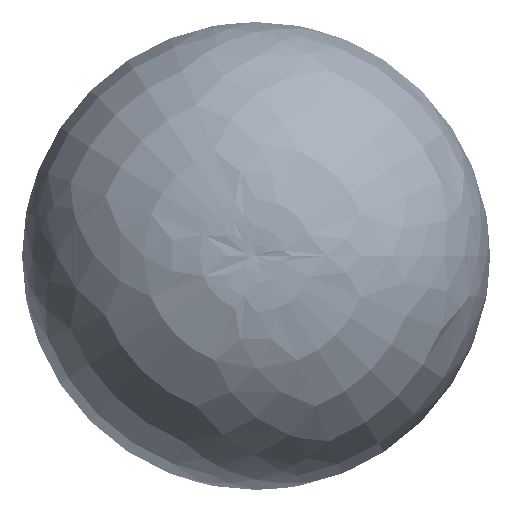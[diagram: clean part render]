
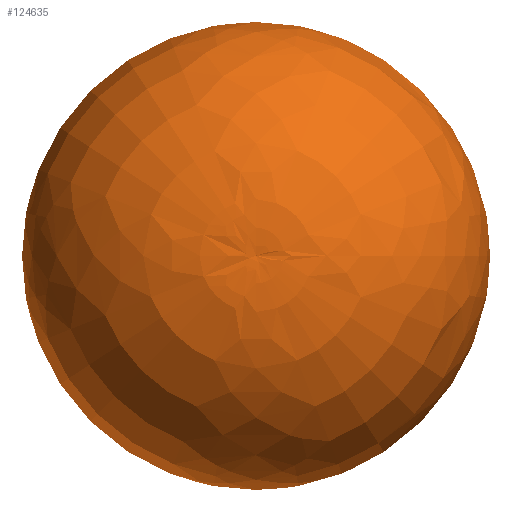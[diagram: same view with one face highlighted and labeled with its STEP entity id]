
A CAD part, top view. The second image highlights one B-rep face of the part: STEP entity #124635.
In plain terms, the highlighted free-form (B-spline) face has degree [2, 2] with [5, 9] control points.
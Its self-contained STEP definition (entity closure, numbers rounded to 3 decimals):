
#22033=(
BOUNDED_SURFACE()
B_SPLINE_SURFACE(2,2,((#372677,#372678,#372679,#372680,#372681,#372682,
#372683,#372684,#372685),(#372686,#372687,#372688,#372689,#372690,#372691,
#372692,#372693,#372694),(#372695,#372696,#372697,#372698,#372699,#372700,
#372701,#372702,#372703),(#372704,#372705,#372706,#372707,#372708,#372709,
#372710,#372711,#372712),(#372713,#372714,#372715,#372716,#372717,#372718,
#372719,#372720,#372721)),.UNSPECIFIED.,.F.,.T.,.F.)
B_SPLINE_SURFACE_WITH_KNOTS((3,2,3),(3,2,2,2,3),(-1.694,-0.585,
0.524),(-3.142,-1.571,0.,1.571,
3.142),.UNSPECIFIED.)
GEOMETRIC_REPRESENTATION_ITEM()
RATIONAL_B_SPLINE_SURFACE(((1.,0.707,1.,0.707,1.,
0.707,1.,0.707,1.),(0.85,0.601,
0.85,0.601,0.85,0.601,
0.85,0.601,0.85),(1.,0.707,
1.,0.707,1.,0.707,1.,0.707,1.),(0.85,
0.601,0.85,0.601,0.85,
0.601,0.85,0.601,0.85),
(1.,0.707,1.,0.707,1.,0.707,1.,0.707,
1.)))
REPRESENTATION_ITEM('')
SURFACE()
);
#32246=FACE_OUTER_BOUND('',#40032,.T.);
#40032=EDGE_LOOP('',(#110028,#110029,#110030));
#46252=CIRCLE('',#136445,1606.884);
#46256=CIRCLE('',#136449,1624.53);
#57342=VERTEX_POINT('',#372579);
#57345=VERTEX_POINT('',#372722);
#74904=EDGE_CURVE('',#57342,#57342,#46252,.T.);
#74908=EDGE_CURVE('',#57342,#57345,#46256,.T.);
#110028=ORIENTED_EDGE('',*,*,#74904,.F.);
#110029=ORIENTED_EDGE('',*,*,#74908,.T.);
#110030=ORIENTED_EDGE('',*,*,#74908,.F.);
#124635=ADVANCED_FACE('',(#32246),#22033,.F.);
#136445=AXIS2_PLACEMENT_3D('',#372581,#165677,#165678);
#136449=AXIS2_PLACEMENT_3D('',#372723,#165685,#165686);
#165677=DIRECTION('center_axis',(-1.,0.,0.));
#165678=DIRECTION('ref_axis',(0.,0.,1.));
#165685=DIRECTION('center_axis',(0.,-1.,0.));
#165686=DIRECTION('ref_axis',(0.,0.,
-1.));
#372579=CARTESIAN_POINT('',(-812.265,200.,-1606.884));
#372581=CARTESIAN_POINT('Origin',(-812.265,200.,0.));
#372677=CARTESIAN_POINT('Ctrl Pts',(1612.172,200.,0.));
#372678=CARTESIAN_POINT('Ctrl Pts',(1612.172,200.,0.));
#372679=CARTESIAN_POINT('Ctrl Pts',(1612.172,200.,0.));
#372680=CARTESIAN_POINT('Ctrl Pts',(1612.172,200.,0.));
#372681=CARTESIAN_POINT('Ctrl Pts',(1612.172,200.,0.));
#372682=CARTESIAN_POINT('Ctrl Pts',(1612.172,200.,0.));
#372683=CARTESIAN_POINT('Ctrl Pts',(1612.172,200.,0.));
#372684=CARTESIAN_POINT('Ctrl Pts',(1612.172,200.,0.));
#372685=CARTESIAN_POINT('Ctrl Pts',(1612.172,200.,0.));
#372686=CARTESIAN_POINT('Ctrl Pts',(1736.022,200.,-998.341));
#372687=CARTESIAN_POINT('Ctrl Pts',(1736.022,-798.341,
-998.341));
#372688=CARTESIAN_POINT('Ctrl Pts',(1736.022,-798.341,
0.));
#372689=CARTESIAN_POINT('Ctrl Pts',(1736.022,-798.341,
998.341));
#372690=CARTESIAN_POINT('Ctrl Pts',(1736.022,200.,998.341));
#372691=CARTESIAN_POINT('Ctrl Pts',(1736.022,1198.341,998.341));
#372692=CARTESIAN_POINT('Ctrl Pts',(1736.022,1198.341,0.));
#372693=CARTESIAN_POINT('Ctrl Pts',(1736.022,1198.341,-998.341));
#372694=CARTESIAN_POINT('Ctrl Pts',(1736.022,200.,-998.341));
#372695=CARTESIAN_POINT('Ctrl Pts',(897.487,200.,-1554.111));
#372696=CARTESIAN_POINT('Ctrl Pts',(897.487,-1354.111,
-1554.111));
#372697=CARTESIAN_POINT('Ctrl Pts',(897.487,-1354.111,
0.));
#372698=CARTESIAN_POINT('Ctrl Pts',(897.487,-1354.111,
1554.111));
#372699=CARTESIAN_POINT('Ctrl Pts',(897.487,200.,1554.111));
#372700=CARTESIAN_POINT('Ctrl Pts',(897.487,1754.111,1554.111));
#372701=CARTESIAN_POINT('Ctrl Pts',(897.487,1754.111,0.));
#372702=CARTESIAN_POINT('Ctrl Pts',(897.487,1754.111,-1554.111));
#372703=CARTESIAN_POINT('Ctrl Pts',(897.487,200.,-1554.111));
#372704=CARTESIAN_POINT('Ctrl Pts',(58.951,200.,-2109.881));
#372705=CARTESIAN_POINT('Ctrl Pts',(58.951,-1909.881,
-2109.881));
#372706=CARTESIAN_POINT('Ctrl Pts',(58.951,-1909.881,
0.));
#372707=CARTESIAN_POINT('Ctrl Pts',(58.951,-1909.881,
2109.881));
#372708=CARTESIAN_POINT('Ctrl Pts',(58.951,200.,2109.881));
#372709=CARTESIAN_POINT('Ctrl Pts',(58.951,2309.881,2109.881));
#372710=CARTESIAN_POINT('Ctrl Pts',(58.951,2309.881,0.));
#372711=CARTESIAN_POINT('Ctrl Pts',(58.951,2309.881,-2109.881));
#372712=CARTESIAN_POINT('Ctrl Pts',(58.951,200.,-2109.881));
#372713=CARTESIAN_POINT('Ctrl Pts',(-812.265,200.,-1606.884));
#372714=CARTESIAN_POINT('Ctrl Pts',(-812.265,-1406.884,
-1606.884));
#372715=CARTESIAN_POINT('Ctrl Pts',(-812.265,-1406.884,
0.));
#372716=CARTESIAN_POINT('Ctrl Pts',(-812.265,-1406.884,
1606.884));
#372717=CARTESIAN_POINT('Ctrl Pts',(-812.265,200.,1606.884));
#372718=CARTESIAN_POINT('Ctrl Pts',(-812.265,1806.884,
1606.884));
#372719=CARTESIAN_POINT('Ctrl Pts',(-812.265,1806.884,
0.));
#372720=CARTESIAN_POINT('Ctrl Pts',(-812.265,1806.884,
-1606.884));
#372721=CARTESIAN_POINT('Ctrl Pts',(-812.265,200.,-1606.884));
#372722=CARTESIAN_POINT('',(1612.172,200.,0.));
#372723=CARTESIAN_POINT('Origin',(0.,200.,-200.));
